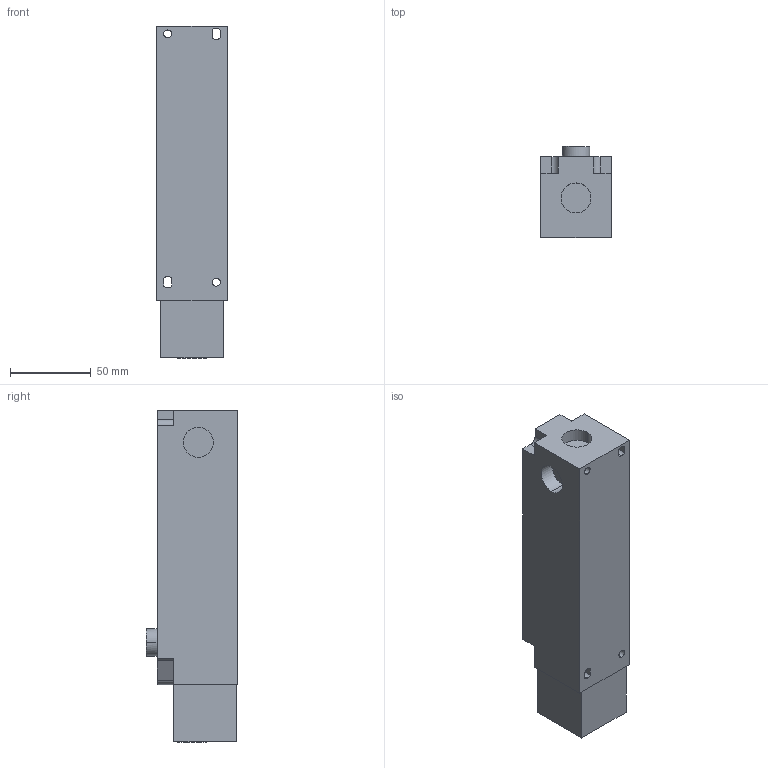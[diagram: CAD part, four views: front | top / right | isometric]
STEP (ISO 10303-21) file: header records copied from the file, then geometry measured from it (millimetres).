
FILE_DESCRIPTION(('STEP AP242'),'1');
FILE_NAME('guard_switch_xcsle2525312.stp','2019-11-14T07:08:25',('TraceParts'),('TraceParts S.A.'),'Spatial InterOp 3D',' ',' ');
FILE_SCHEMA(('AP242_MANAGED_MODEL_BASED_3D_ENGINEERING_MIM_LF {1 0 10303 442 1 1 4}'));
Length unit declared in the file: millimetre
Products named in the file (1): guard_switch_xcsle2525312_1
Bounding box: 43.5 x 56.5 x 205 mm (x, y, z)
Volume: 398799.2 mm3; surface area: 51491.8 mm2
Topology: 2 solids, 2 shells, 111 faces, 275 edges, 181 vertices
Faces by surface type: plane 71, cylinder 40
Entity records: 4235 total; most frequent: DIRECTION 582, CARTESIAN_POINT 569, ORIENTED_EDGE 550, EDGE_CURVE 275, AXIS2_PLACEMENT_3D 194, LINE 194, VECTOR 194, VERTEX_POINT 181
